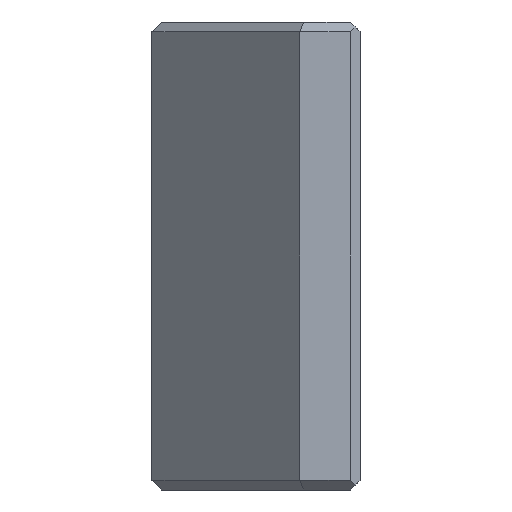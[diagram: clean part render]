
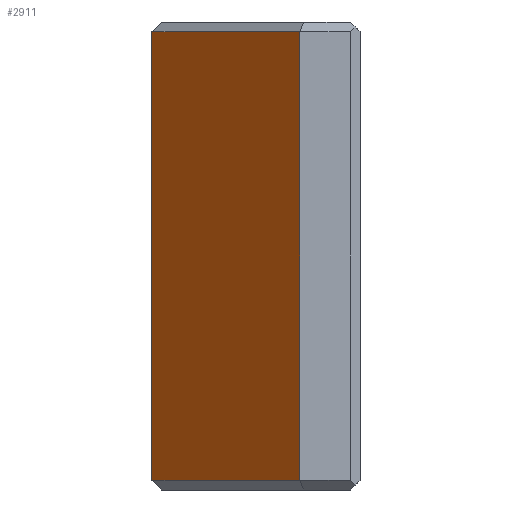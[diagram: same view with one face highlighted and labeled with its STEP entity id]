
A CAD part, left-side view. The second image highlights one B-rep face of the part: STEP entity #2911.
In plain terms, the highlighted planar face has unit normal (-0.707, 0.707, 0).
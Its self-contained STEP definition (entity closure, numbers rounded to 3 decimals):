
#373 = PLANE('',#374);
#374 = AXIS2_PLACEMENT_3D('',#375,#376,#377);
#375 = CARTESIAN_POINT('',(20.,8.5,-9.5));
#376 = DIRECTION('',(0.,1.,0.));
#377 = DIRECTION('',(0.,0.,1.));
#674 = PLANE('',#675);
#675 = AXIS2_PLACEMENT_3D('',#676,#677,#678);
#676 = CARTESIAN_POINT('',(6.141,8.359,-9.3));
#677 = DIRECTION('',(-0.5,0.5,-0.707));
#678 = DIRECTION('',(0.707,0.707,-0.));
#1304 = VERTEX_POINT('',#1305);
#1305 = CARTESIAN_POINT('',(6.,8.5,-9.1));
#1326 = EDGE_CURVE('',#1304,#1327,#1329,.T.);
#1327 = VERTEX_POINT('',#1328);
#1328 = CARTESIAN_POINT('',(6.,8.5,9.1));
#1329 = SURFACE_CURVE('',#1330,(#1334,#1341),.PCURVE_S1.);
#1330 = LINE('',#1331,#1332);
#1331 = CARTESIAN_POINT('',(6.,8.5,-9.5));
#1332 = VECTOR('',#1333,1.);
#1333 = DIRECTION('',(0.,0.,1.));
#1334 = PCURVE('',#373,#1335);
#1335 = DEFINITIONAL_REPRESENTATION('',(#1336),#1340);
#1336 = LINE('',#1337,#1338);
#1337 = CARTESIAN_POINT('',(0.,-14.));
#1338 = VECTOR('',#1339,1.);
#1339 = DIRECTION('',(1.,0.));
#1340 = ( GEOMETRIC_REPRESENTATION_CONTEXT(2) 
PARAMETRIC_REPRESENTATION_CONTEXT() REPRESENTATION_CONTEXT('2D SPACE',''
  ) );
#1341 = PCURVE('',#1342,#1347);
#1342 = PLANE('',#1343);
#1343 = AXIS2_PLACEMENT_3D('',#1344,#1345,#1346);
#1344 = CARTESIAN_POINT('',(3.,5.5,-9.5));
#1345 = DIRECTION('',(0.707,-0.707,0.));
#1346 = DIRECTION('',(0.,0.,1.));
#1347 = DEFINITIONAL_REPRESENTATION('',(#1348),#1352);
#1348 = LINE('',#1349,#1350);
#1349 = CARTESIAN_POINT('',(0.,-4.243));
#1350 = VECTOR('',#1351,1.);
#1351 = DIRECTION('',(1.,0.));
#1352 = ( GEOMETRIC_REPRESENTATION_CONTEXT(2) 
PARAMETRIC_REPRESENTATION_CONTEXT() REPRESENTATION_CONTEXT('2D SPACE',''
  ) );
#1506 = PLANE('',#1507);
#1507 = AXIS2_PLACEMENT_3D('',#1508,#1509,#1510);
#1508 = CARTESIAN_POINT('',(6.141,8.359,9.3));
#1509 = DIRECTION('',(0.5,-0.5,-0.707));
#1510 = DIRECTION('',(-0.707,-0.707,
    0.));
#1830 = EDGE_CURVE('',#1304,#1831,#1833,.T.);
#1831 = VERTEX_POINT('',#1832);
#1832 = CARTESIAN_POINT('',(0.,2.5,-9.1));
#1833 = SURFACE_CURVE('',#1834,(#1838,#1845),.PCURVE_S1.);
#1834 = LINE('',#1835,#1836);
#1835 = CARTESIAN_POINT('',(6.,8.5,-9.1));
#1836 = VECTOR('',#1837,1.);
#1837 = DIRECTION('',(-0.707,-0.707,0.));
#1838 = PCURVE('',#674,#1839);
#1839 = DEFINITIONAL_REPRESENTATION('',(#1840),#1844);
#1840 = LINE('',#1841,#1842);
#1841 = CARTESIAN_POINT('',(-0.,-0.283));
#1842 = VECTOR('',#1843,1.);
#1843 = DIRECTION('',(-1.,0.));
#1844 = ( GEOMETRIC_REPRESENTATION_CONTEXT(2) 
PARAMETRIC_REPRESENTATION_CONTEXT() REPRESENTATION_CONTEXT('2D SPACE',''
  ) );
#1845 = PCURVE('',#1342,#1846);
#1846 = DEFINITIONAL_REPRESENTATION('',(#1847),#1851);
#1847 = LINE('',#1848,#1849);
#1848 = CARTESIAN_POINT('',(0.4,-4.243));
#1849 = VECTOR('',#1850,1.);
#1850 = DIRECTION('',(0.,1.));
#1851 = ( GEOMETRIC_REPRESENTATION_CONTEXT(2) 
PARAMETRIC_REPRESENTATION_CONTEXT() REPRESENTATION_CONTEXT('2D SPACE',''
  ) );
#1943 = PLANE('',#1944);
#1944 = AXIS2_PLACEMENT_3D('',#1945,#1946,#1947);
#1945 = CARTESIAN_POINT('',(0.,-8.25,-9.5));
#1946 = DIRECTION('',(1.,0.,0.));
#1947 = DIRECTION('',(0.,0.,1.));
#2911 = ADVANCED_FACE('',(#2912),#1342,.F.);
#2912 = FACE_BOUND('',#2913,.F.);
#2913 = EDGE_LOOP('',(#2914,#2915,#2938,#2959));
#2914 = ORIENTED_EDGE('',*,*,#1326,.T.);
#2915 = ORIENTED_EDGE('',*,*,#2916,.T.);
#2916 = EDGE_CURVE('',#1327,#2917,#2919,.T.);
#2917 = VERTEX_POINT('',#2918);
#2918 = CARTESIAN_POINT('',(0.,2.5,9.1));
#2919 = SURFACE_CURVE('',#2920,(#2924,#2931),.PCURVE_S1.);
#2920 = LINE('',#2921,#2922);
#2921 = CARTESIAN_POINT('',(6.,8.5,9.1));
#2922 = VECTOR('',#2923,1.);
#2923 = DIRECTION('',(-0.707,-0.707,0.));
#2924 = PCURVE('',#1342,#2925);
#2925 = DEFINITIONAL_REPRESENTATION('',(#2926),#2930);
#2926 = LINE('',#2927,#2928);
#2927 = CARTESIAN_POINT('',(18.6,-4.243));
#2928 = VECTOR('',#2929,1.);
#2929 = DIRECTION('',(0.,1.));
#2930 = ( GEOMETRIC_REPRESENTATION_CONTEXT(2) 
PARAMETRIC_REPRESENTATION_CONTEXT() REPRESENTATION_CONTEXT('2D SPACE',''
  ) );
#2931 = PCURVE('',#1506,#2932);
#2932 = DEFINITIONAL_REPRESENTATION('',(#2933),#2937);
#2933 = LINE('',#2934,#2935);
#2934 = CARTESIAN_POINT('',(0.,0.283));
#2935 = VECTOR('',#2936,1.);
#2936 = DIRECTION('',(1.,0.));
#2937 = ( GEOMETRIC_REPRESENTATION_CONTEXT(2) 
PARAMETRIC_REPRESENTATION_CONTEXT() REPRESENTATION_CONTEXT('2D SPACE',''
  ) );
#2938 = ORIENTED_EDGE('',*,*,#2939,.F.);
#2939 = EDGE_CURVE('',#1831,#2917,#2940,.T.);
#2940 = SURFACE_CURVE('',#2941,(#2945,#2952),.PCURVE_S1.);
#2941 = LINE('',#2942,#2943);
#2942 = CARTESIAN_POINT('',(0.,2.5,-9.5));
#2943 = VECTOR('',#2944,1.);
#2944 = DIRECTION('',(0.,0.,1.));
#2945 = PCURVE('',#1342,#2946);
#2946 = DEFINITIONAL_REPRESENTATION('',(#2947),#2951);
#2947 = LINE('',#2948,#2949);
#2948 = CARTESIAN_POINT('',(0.,4.243));
#2949 = VECTOR('',#2950,1.);
#2950 = DIRECTION('',(1.,0.));
#2951 = ( GEOMETRIC_REPRESENTATION_CONTEXT(2) 
PARAMETRIC_REPRESENTATION_CONTEXT() REPRESENTATION_CONTEXT('2D SPACE',''
  ) );
#2952 = PCURVE('',#1943,#2953);
#2953 = DEFINITIONAL_REPRESENTATION('',(#2954),#2958);
#2954 = LINE('',#2955,#2956);
#2955 = CARTESIAN_POINT('',(0.,-10.75));
#2956 = VECTOR('',#2957,1.);
#2957 = DIRECTION('',(1.,0.));
#2958 = ( GEOMETRIC_REPRESENTATION_CONTEXT(2) 
PARAMETRIC_REPRESENTATION_CONTEXT() REPRESENTATION_CONTEXT('2D SPACE',''
  ) );
#2959 = ORIENTED_EDGE('',*,*,#1830,.F.);
